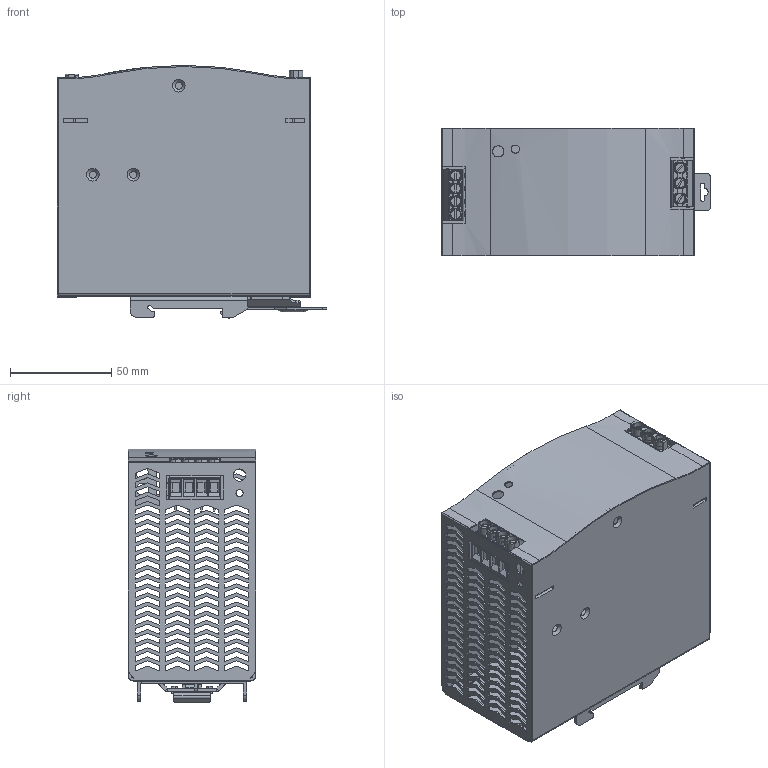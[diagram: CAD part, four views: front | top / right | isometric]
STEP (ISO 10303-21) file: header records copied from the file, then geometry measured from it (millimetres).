
FILE_DESCRIPTION(/* description */ (''),/* implementation_level */ '2;1');
FILE_NAME(/* name */ 'MQR240.stp',/* time_stamp */ '2023-07-21T14:54:01+08:00',/* author */ (''),/* organization */ (''),/* preprocessor_version */ 'ST-DEVELOPER v19.3',/* originating_system */ 'SIEMENS PLM Software NX2212.3001',/* authorisation */ '');
FILE_SCHEMA (('AP203_CONFIGURATION_CONTROLLED_3D_DESIGN_OF_MECHANICAL_PARTS_AND_ASSEMBLIES_MIM_LF { 1 0 10303 403 2 1 2}'));
Products named in the file (9): A04WJFWTH000007_173778ID; A04WJAZP0000009; A02SJKK00000008; A01J1DZP0000088; A01J1DZP0000087; A04WJJSK0000056; A04WJJSK0000057; MQR240-A01安装片装配; MQR240
Assembly tree (8 placements, depth 3):
  MQR240
    A04WJJSK0000057
    A04WJJSK0000056
    MQR240-A01安装片装配
      A02SJKK00000008
      A04WJAZP0000009
      A04WJFWTH000007_173778ID
    A01J1DZP0000087
    A01J1DZP0000088
Bounding box: 133.25 x 63 x 125.26 mm (x, y, z)
Volume: 79004.9 mm3; surface area: 126678.2 mm2
Topology: 7 solids, 20 shells, 2362 faces, 6755 edges, 4426 vertices
Faces by surface type: plane 1676, cylinder 421, torus 131, cone 82, bspline 27, sphere 19, extrusion 3, revolution 3
Full cylindrical faces by diameter (mm): 2.4 x2, 3.5 x22, 6 x3
Entity records: 84397 total; most frequent: CARTESIAN_POINT 22444, ORIENTED_EDGE 13344, DIRECTION 11383, EDGE_CURVE 6672, VECTOR 4954, LINE 4951, VERTEX_POINT 4414, AXIS2_PLACEMENT_3D 3213
